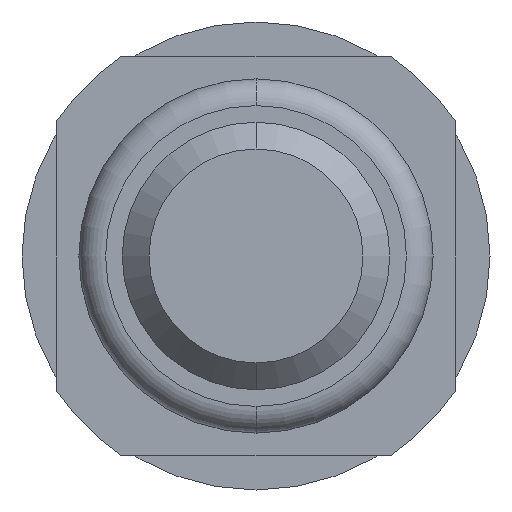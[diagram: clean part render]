
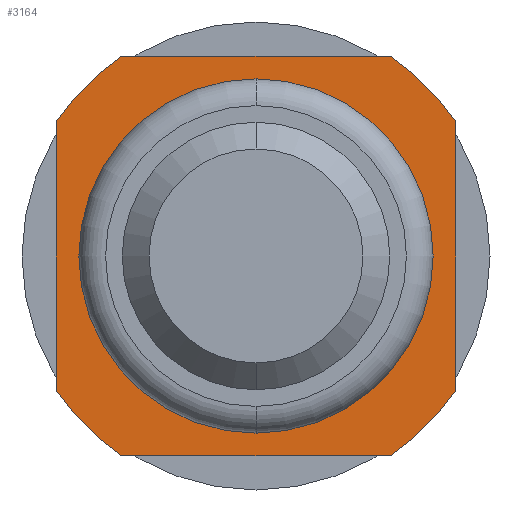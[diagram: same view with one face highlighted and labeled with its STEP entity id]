
A CAD part, front view. The second image highlights one B-rep face of the part: STEP entity #3164.
In plain terms, the highlighted planar face has unit normal (0, -1, 0).
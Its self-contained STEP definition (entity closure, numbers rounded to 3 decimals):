
#23 = VERTEX_POINT ( 'NONE', #2994 ) ;
#37 = CARTESIAN_POINT ( 'NONE',  ( 0., -2., 0. ) ) ;
#83 = ORIENTED_EDGE ( 'NONE', *, *, #2614, .T. ) ;
#112 = CARTESIAN_POINT ( 'NONE',  ( 0., -2., 0. ) ) ;
#145 = VERTEX_POINT ( 'NONE', #3035 ) ;
#237 = ORIENTED_EDGE ( 'NONE', *, *, #3268, .F. ) ;
#301 = VERTEX_POINT ( 'NONE', #1992 ) ;
#392 = LINE ( 'NONE', #1519, #2368 ) ;
#407 = EDGE_CURVE ( 'NONE', #2528, #3704, #1336, .T. ) ;
#422 = ORIENTED_EDGE ( 'NONE', *, *, #3548, .F. ) ;
#443 = ORIENTED_EDGE ( 'NONE', *, *, #638, .T. ) ;
#476 = EDGE_CURVE ( 'NONE', #1222, #2528, #3241, .T. ) ;
#508 = DIRECTION ( 'NONE',  ( 0., 1., 0. ) ) ;
#512 = LINE ( 'NONE', #1791, #919 ) ;
#536 = CARTESIAN_POINT ( 'NONE',  ( 1.8, -2., 1.495 ) ) ;
#620 = ORIENTED_EDGE ( 'NONE', *, *, #476, .F. ) ;
#638 = EDGE_CURVE ( 'NONE', #145, #2794, #3377, .T. ) ;
#645 = CARTESIAN_POINT ( 'NONE',  ( 0., -2., 0. ) ) ;
#658 = EDGE_CURVE ( 'NONE', #2875, #23, #392, .T. ) ;
#671 = DIRECTION ( 'NONE',  ( 0., 0., 1. ) ) ;
#677 = CARTESIAN_POINT ( 'NONE',  ( 1.495, -2., -1.002 ) ) ;
#679 = DIRECTION ( 'NONE',  ( 0., 0., 1. ) ) ;
#683 = AXIS2_PLACEMENT_3D ( 'NONE', #112, #3278, #2355 ) ;
#703 = EDGE_LOOP ( 'NONE', ( #443, #83 ) ) ;
#740 = ORIENTED_EDGE ( 'NONE', *, *, #1150, .F. ) ;
#919 = VECTOR ( 'NONE', #3487, 1000. ) ;
#946 = AXIS2_PLACEMENT_3D ( 'NONE', #3728, #1140, #3738 ) ;
#1081 = AXIS2_PLACEMENT_3D ( 'NONE', #37, #2628, #3305 ) ;
#1140 = DIRECTION ( 'NONE',  ( 0., 1., 0. ) ) ;
#1150 = EDGE_CURVE ( 'NONE', #301, #2433, #512, .T. ) ;
#1222 = VERTEX_POINT ( 'NONE', #3584 ) ;
#1226 = DIRECTION ( 'NONE',  ( 0., 0., 1. ) ) ;
#1264 = AXIS2_PLACEMENT_3D ( 'NONE', #3514, #2382, #1226 ) ;
#1336 = CIRCLE ( 'NONE', #1264, 1.8 ) ;
#1363 = CARTESIAN_POINT ( 'NONE',  ( 0., -2., 0. ) ) ;
#1415 = CARTESIAN_POINT ( 'NONE',  ( -1.002, -2., 1.495 ) ) ;
#1446 = FACE_BOUND ( 'NONE', #703, .T. ) ;
#1519 = CARTESIAN_POINT ( 'NONE',  ( 1.8, -2., -1.495 ) ) ;
#1686 = AXIS2_PLACEMENT_3D ( 'NONE', #2797, #508, #2522 ) ;
#1727 = PLANE ( 'NONE',  #946 ) ;
#1768 = CIRCLE ( 'NONE', #2349, 1.8 ) ;
#1791 = CARTESIAN_POINT ( 'NONE',  ( 1.495, -2., 0. ) ) ;
#1925 = VECTOR ( 'NONE', #679, 1000. ) ;
#1992 = CARTESIAN_POINT ( 'NONE',  ( 1.495, -2., 1.002 ) ) ;
#2119 = DIRECTION ( 'NONE',  ( -1., 0., 0. ) ) ;
#2241 = CIRCLE ( 'NONE', #2318, 1.8 ) ;
#2318 = AXIS2_PLACEMENT_3D ( 'NONE', #645, #3565, #671 ) ;
#2325 = CARTESIAN_POINT ( 'NONE',  ( 1.002, -2., 1.495 ) ) ;
#2349 = AXIS2_PLACEMENT_3D ( 'NONE', #1363, #2480, #2520 ) ;
#2355 = DIRECTION ( 'NONE',  ( 0., 0., 1. ) ) ;
#2368 = VECTOR ( 'NONE', #2119, 1000. ) ;
#2382 = DIRECTION ( 'NONE',  ( 0., 1., 0. ) ) ;
#2394 = CARTESIAN_POINT ( 'NONE',  ( 1.002, -2., -1.495 ) ) ;
#2422 = LINE ( 'NONE', #536, #3303 ) ;
#2433 = VERTEX_POINT ( 'NONE', #677 ) ;
#2480 = DIRECTION ( 'NONE',  ( 0., 1., 0. ) ) ;
#2496 = CIRCLE ( 'NONE', #1081, 1.8 ) ;
#2520 = DIRECTION ( 'NONE',  ( 0., 0., 1. ) ) ;
#2522 = DIRECTION ( 'NONE',  ( 0., 0., 1. ) ) ;
#2528 = VERTEX_POINT ( 'NONE', #3388 ) ;
#2614 = EDGE_CURVE ( 'NONE', #2794, #145, #3091, .T. ) ;
#2628 = DIRECTION ( 'NONE',  ( 0., 1., 0. ) ) ;
#2794 = VERTEX_POINT ( 'NONE', #3549 ) ;
#2797 = CARTESIAN_POINT ( 'NONE',  ( 0., -2., 0. ) ) ;
#2840 = VERTEX_POINT ( 'NONE', #2325 ) ;
#2853 = EDGE_CURVE ( 'NONE', #23, #1222, #2496, .T. ) ;
#2875 = VERTEX_POINT ( 'NONE', #2394 ) ;
#2994 = CARTESIAN_POINT ( 'NONE',  ( -1.002, -2., -1.495 ) ) ;
#3035 = CARTESIAN_POINT ( 'NONE',  ( 0., -2., 1.325 ) ) ;
#3056 = ORIENTED_EDGE ( 'NONE', *, *, #407, .F. ) ;
#3091 = CIRCLE ( 'NONE', #1686, 1.325 ) ;
#3158 = ORIENTED_EDGE ( 'NONE', *, *, #658, .F. ) ;
#3164 = ADVANCED_FACE ( 'NONE', ( #1446, #3611 ), #1727, .F. ) ;
#3201 = EDGE_LOOP ( 'NONE', ( #740, #237, #3747, #3056, #620, #3439, #3158, #422 ) ) ;
#3241 = LINE ( 'NONE', #3564, #1925 ) ;
#3268 = EDGE_CURVE ( 'NONE', #2840, #301, #2241, .T. ) ;
#3278 = DIRECTION ( 'NONE',  ( 0., 1., 0. ) ) ;
#3303 = VECTOR ( 'NONE', #3410, 1000. ) ;
#3305 = DIRECTION ( 'NONE',  ( 0., 0., 1. ) ) ;
#3377 = CIRCLE ( 'NONE', #683, 1.325 ) ;
#3386 = EDGE_CURVE ( 'NONE', #3704, #2840, #2422, .T. ) ;
#3388 = CARTESIAN_POINT ( 'NONE',  ( -1.495, -2., 1.002 ) ) ;
#3410 = DIRECTION ( 'NONE',  ( 1., 0., 0. ) ) ;
#3439 = ORIENTED_EDGE ( 'NONE', *, *, #2853, .F. ) ;
#3487 = DIRECTION ( 'NONE',  ( 0., 0., -1. ) ) ;
#3514 = CARTESIAN_POINT ( 'NONE',  ( 0., -2., 0. ) ) ;
#3548 = EDGE_CURVE ( 'NONE', #2433, #2875, #1768, .T. ) ;
#3549 = CARTESIAN_POINT ( 'NONE',  ( 0., -2., -1.325 ) ) ;
#3564 = CARTESIAN_POINT ( 'NONE',  ( -1.495, -2., 0. ) ) ;
#3565 = DIRECTION ( 'NONE',  ( 0., 1., 0. ) ) ;
#3584 = CARTESIAN_POINT ( 'NONE',  ( -1.495, -2., -1.002 ) ) ;
#3611 = FACE_OUTER_BOUND ( 'NONE', #3201, .T. ) ;
#3704 = VERTEX_POINT ( 'NONE', #1415 ) ;
#3728 = CARTESIAN_POINT ( 'NONE',  ( 1.8, -2., 0. ) ) ;
#3738 = DIRECTION ( 'NONE',  ( 0., 0., 1. ) ) ;
#3747 = ORIENTED_EDGE ( 'NONE', *, *, #3386, .F. ) ;
